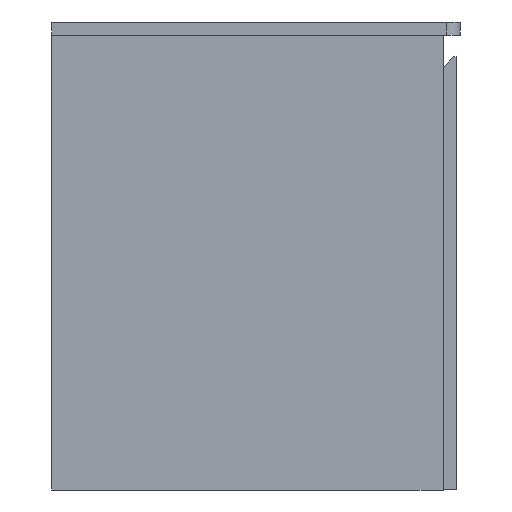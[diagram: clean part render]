
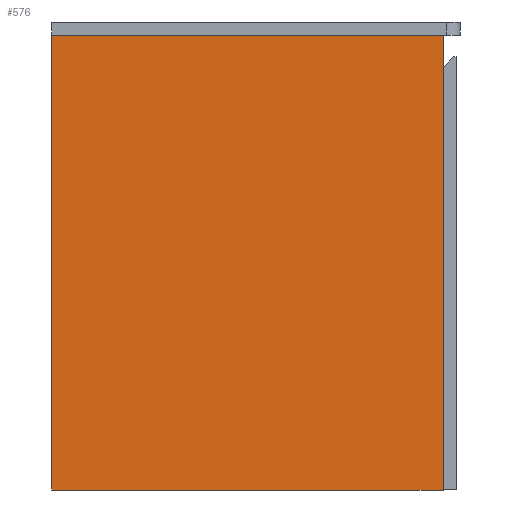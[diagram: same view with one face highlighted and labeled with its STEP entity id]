
A CAD part, left-side view. The second image highlights one B-rep face of the part: STEP entity #576.
In plain terms, the highlighted planar face has unit normal (-1, 0, 0).
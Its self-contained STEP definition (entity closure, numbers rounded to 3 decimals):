
#576=ADVANCED_FACE('',(#904),#4942,.T.);
#904=FACE_OUTER_BOUND('',#1236,.T.);
#1236=EDGE_LOOP('',(#1974,#1975,#1976,#1977));
#1974=ORIENTED_EDGE('',*,*,#3288,.T.);
#1975=ORIENTED_EDGE('',*,*,#3289,.T.);
#1976=ORIENTED_EDGE('',*,*,#3290,.T.);
#1977=ORIENTED_EDGE('',*,*,#3291,.T.);
#3288=EDGE_CURVE('',#4508,#4509,#4016,.T.);
#3289=EDGE_CURVE('',#4509,#4510,#4017,.T.);
#3290=EDGE_CURVE('',#4510,#4511,#4018,.T.);
#3291=EDGE_CURVE('',#4511,#4508,#4019,.T.);
#4016=B_SPLINE_CURVE_WITH_KNOTS('',1,(#6612,#6613),.UNSPECIFIED.,.F.,.F.,
(2,2),(0.,450.),.UNSPECIFIED.);
#4017=B_SPLINE_CURVE_WITH_KNOTS('',1,(#6614,#6615),.UNSPECIFIED.,.F.,.F.,
(2,2),(0.,523.),.UNSPECIFIED.);
#4018=B_SPLINE_CURVE_WITH_KNOTS('',1,(#6616,#6617),.UNSPECIFIED.,.F.,.F.,
(2,2),(-450.,0.),.UNSPECIFIED.);
#4019=B_SPLINE_CURVE_WITH_KNOTS('',1,(#6618,#6619),.UNSPECIFIED.,.F.,.F.,
(2,2),(-523.,0.),.UNSPECIFIED.);
#4508=VERTEX_POINT('',#6498);
#4509=VERTEX_POINT('',#6499);
#4510=VERTEX_POINT('',#6500);
#4511=VERTEX_POINT('',#6501);
#4942=PLANE('',#5250);
#5250=AXIS2_PLACEMENT_3D('',#6478,#5544,$);
#5544=DIRECTION('',(-1.,0.,0.));
#6478=CARTESIAN_POINT('',(-362.521,1.01,-14.99));
#6498=CARTESIAN_POINT('',(-362.521,-449.,-15.));
#6499=CARTESIAN_POINT('',(-362.521,1.,-15.));
#6500=CARTESIAN_POINT('',(-362.521,1.,-538.));
#6501=CARTESIAN_POINT('',(-362.521,-449.,-538.));
#6612=CARTESIAN_POINT('',(-362.521,-449.,-15.));
#6613=CARTESIAN_POINT('',(-362.521,1.,-15.));
#6614=CARTESIAN_POINT('',(-362.521,1.,-15.));
#6615=CARTESIAN_POINT('',(-362.521,1.,-538.));
#6616=CARTESIAN_POINT('',(-362.521,1.,-538.));
#6617=CARTESIAN_POINT('',(-362.521,-449.,-538.));
#6618=CARTESIAN_POINT('',(-362.521,-449.,-538.));
#6619=CARTESIAN_POINT('',(-362.521,-449.,-15.));
